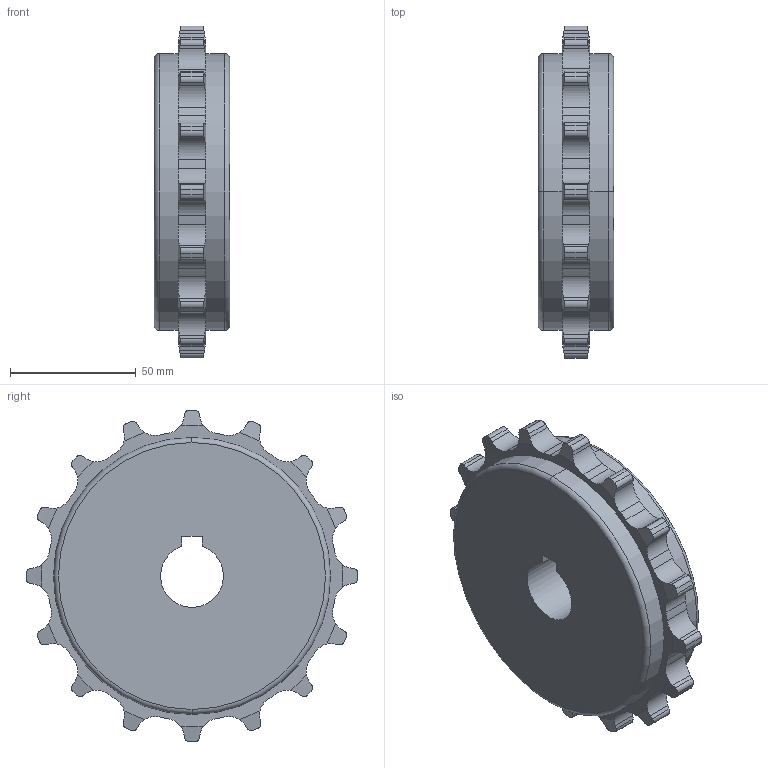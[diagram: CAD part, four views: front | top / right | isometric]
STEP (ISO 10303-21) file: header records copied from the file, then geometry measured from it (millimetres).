
FILE_DESCRIPTION((''),'2;1');
FILE_NAME('T2311','2023-11-01T09:47:21',('m.tranberg-hansen'),(''),'CREO PARAMETRIC BY PTC INC, 2023254','CREO PARAMETRIC BY PTC INC, 2023254','');
FILE_SCHEMA(('AUTOMOTIVE_DESIGN { 1 0 10303 214 1 1 1 1 }'));
Length unit declared in the file: millimetre
Products named in the file (1): T2311
Bounding box: 30 x 132.08 x 132.08 mm (x, y, z)
Volume: 291100.2 mm3; surface area: 36009.8 mm2
Topology: 1 solids, 1 shells, 179 faces, 518 edges, 344 vertices
Faces by surface type: cylinder 103, plane 40, cone 32, torus 4
Entity records: 8149 total; most frequent: CARTESIAN_POINT 2099, ORIENTED_EDGE 1036, DIRECTION 802, PRESENTATION_STYLE_ASSIGNMENT 519, STYLED_ITEM 519, CURVE_STYLE 518, EDGE_CURVE 518, VERTEX_POINT 344
